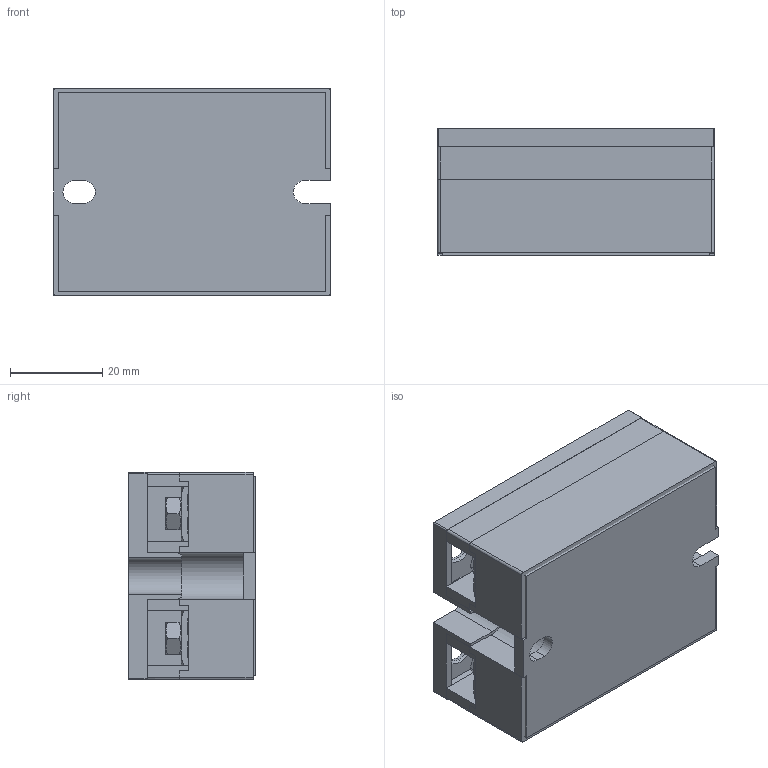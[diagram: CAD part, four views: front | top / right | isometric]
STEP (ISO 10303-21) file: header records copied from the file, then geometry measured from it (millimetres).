
FILE_DESCRIPTION (( 'STEP AP214' ), '1' );
FILE_NAME ('HD-HDH [M02]_series1.STEP', '2020-04-29T06:52:46', ( '' ), ( '' ), 'SwSTEP 2.0', 'SolidWorks 2016', '' );
FILE_SCHEMA (( 'AUTOMOTIVE_DESIGN' ));
Length unit declared in the file: millimetre
Products named in the file (17): Øàéáà_10õ10õÄ4_1; HD-HDH [M02]_series_1; HD-HDH [M02]_series1; HD-HDH [M02]_cover_1; Âèíò _Ì4õ10_1; Âèíò _Ì5õ10_1; Øàéáà_12õ12õÄ5_1
Assembly tree (10 placements, depth 2):
  Øàéáà_10õ10õÄ4_1
  Øàéáà_10õ10õÄ4_1
  HD-HDH [M02]_series_1
  HD-HDH [M02]_series1
    HD-HDH [M02]_series_1
    Øàéáà_10õ10õÄ4_1  x2
    Øàéáà_12õ12õÄ5_1  x2
    Âèíò _Ì5õ10_1  x2
    Âèíò _Ì4õ10_1  x2
    HD-HDH [M02]_cover_1
  HD-HDH [M02]_cover_1
Bounding box: 60 x 27.5 x 45 mm (x, y, z)
Volume: 68893.3 mm3; surface area: 34119.1 mm2
Topology: 15 solids, 15 shells, 1543 faces, 4230 edges, 2816 vertices
Faces by surface type: plane 918, bspline 380, cylinder 175, cone 70
Entity records: 51812 total; most frequent: CARTESIAN_POINT 19522, ORIENTED_EDGE 7246, DIRECTION 4812, EDGE_CURVE 3623, VECTOR 2486, LINE 2486, VERTEX_POINT 2411, EDGE_LOOP 1468
